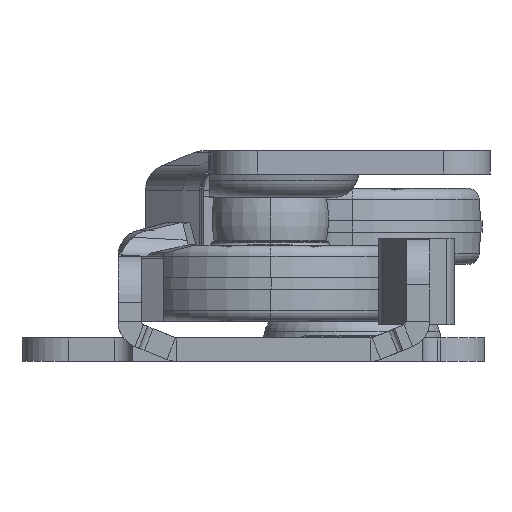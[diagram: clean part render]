
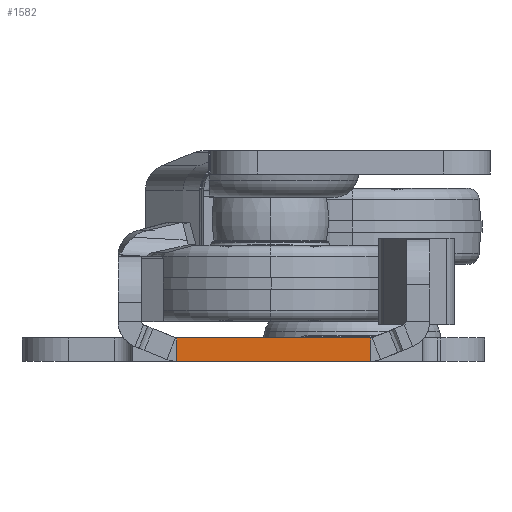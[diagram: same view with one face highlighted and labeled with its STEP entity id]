
A CAD part, left-side view. The second image highlights one B-rep face of the part: STEP entity #1582.
In plain terms, the highlighted planar face has unit normal (-1, 0, 0).
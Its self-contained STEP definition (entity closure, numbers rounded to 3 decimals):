
#261 = PLANE ( 'NONE',  #2668 ) ;
#621 = DIRECTION ( 'NONE',  ( 0., 0., -1. ) ) ;
#1244 = EDGE_CURVE ( 'NONE', #2526, #2678, #3480, .T. ) ;
#1582 = ADVANCED_FACE ( 'NONE', ( #11876 ), #261, .T. ) ;
#2214 = CARTESIAN_POINT ( 'NONE',  ( -399.5, -9.522, 2. ) ) ;
#2526 = VERTEX_POINT ( 'NONE', #15527 ) ;
#2668 = AXIS2_PLACEMENT_3D ( 'NONE', #8541, #11251, #16188 ) ;
#2678 = VERTEX_POINT ( 'NONE', #13568 ) ;
#3480 = LINE ( 'NONE', #2214, #12657 ) ;
#3980 = ORIENTED_EDGE ( 'NONE', *, *, #16752, .F. ) ;
#4004 = ORIENTED_EDGE ( 'NONE', *, *, #6307, .F. ) ;
#5568 = LINE ( 'NONE', #14286, #11952 ) ;
#5782 = EDGE_LOOP ( 'NONE', ( #9999, #13020, #4004, #3980 ) ) ;
#6307 = EDGE_CURVE ( 'NONE', #13261, #6308, #16740, .T. ) ;
#6308 = VERTEX_POINT ( 'NONE', #12926 ) ;
#8090 = CARTESIAN_POINT ( 'NONE',  ( -399.5, -21.25, 0. ) ) ;
#8541 = CARTESIAN_POINT ( 'NONE',  ( -399.5, -11.5, 2. ) ) ;
#9279 = LINE ( 'NONE', #8090, #15836 ) ;
#9567 = VECTOR ( 'NONE', #14191, 1000. ) ;
#9999 = ORIENTED_EDGE ( 'NONE', *, *, #1244, .F. ) ;
#11251 = DIRECTION ( 'NONE',  ( -1., 0., 0. ) ) ;
#11401 = CARTESIAN_POINT ( 'NONE',  ( -399.5, 7.022, 0. ) ) ;
#11656 = CARTESIAN_POINT ( 'NONE',  ( -399.5, 7.022, 2. ) ) ;
#11876 = FACE_OUTER_BOUND ( 'NONE', #5782, .T. ) ;
#11952 = VECTOR ( 'NONE', #14549, 1000. ) ;
#12082 = DIRECTION ( 'NONE',  ( 0., 1., 0. ) ) ;
#12657 = VECTOR ( 'NONE', #621, 1000. ) ;
#12926 = CARTESIAN_POINT ( 'NONE',  ( -399.5, 7.022, 2. ) ) ;
#13020 = ORIENTED_EDGE ( 'NONE', *, *, #13464, .T. ) ;
#13261 = VERTEX_POINT ( 'NONE', #11401 ) ;
#13464 = EDGE_CURVE ( 'NONE', #2526, #6308, #5568, .T. ) ;
#13568 = CARTESIAN_POINT ( 'NONE',  ( -399.5, -9.522, 0. ) ) ;
#14191 = DIRECTION ( 'NONE',  ( 0., 0., 1. ) ) ;
#14286 = CARTESIAN_POINT ( 'NONE',  ( -399.5, -11.5, 2. ) ) ;
#14549 = DIRECTION ( 'NONE',  ( 0., 1., 0. ) ) ;
#15527 = CARTESIAN_POINT ( 'NONE',  ( -399.5, -9.522, 2. ) ) ;
#15836 = VECTOR ( 'NONE', #12082, 1000. ) ;
#16188 = DIRECTION ( 'NONE',  ( 0., 1., 0. ) ) ;
#16740 = LINE ( 'NONE', #11656, #9567 ) ;
#16752 = EDGE_CURVE ( 'NONE', #2678, #13261, #9279, .T. ) ;
